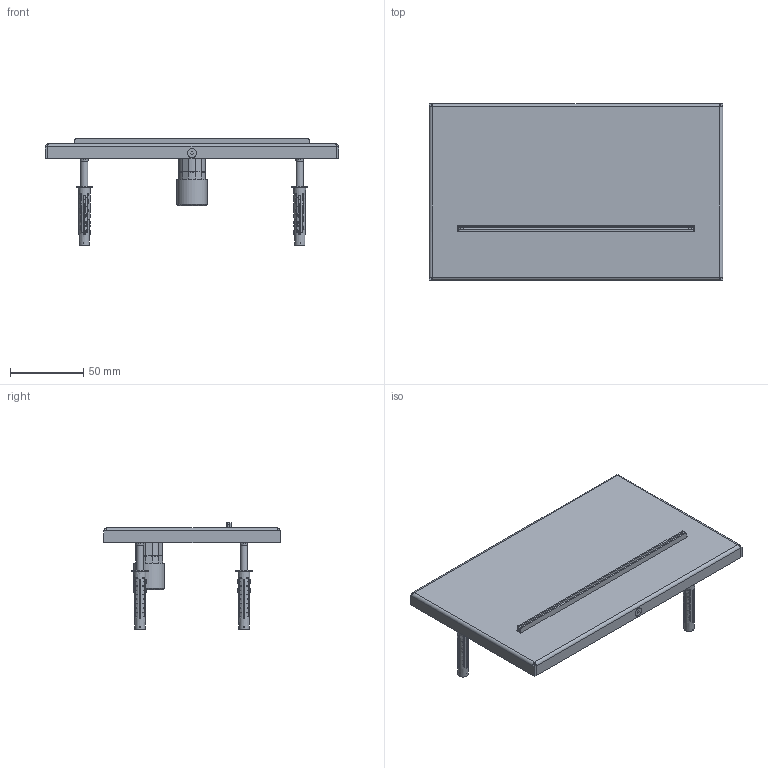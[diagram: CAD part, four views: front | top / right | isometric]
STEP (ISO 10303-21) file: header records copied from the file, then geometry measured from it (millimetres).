
FILE_DESCRIPTION(('STEP AP214'),'1');
FILE_NAME('Art.50002.stp','2023-06-12T05:51:16',(' '),(' '),'Spatial InterOp 3D',' ',' ');
FILE_SCHEMA(('AUTOMOTIVE_DESIGN { 1 0 10303 214 1 1 1 1 }'));
Length unit declared in the file: millimetre
Products named in the file (52): S.01018; S.00208; S.00209; ASSEM1; Art.50002; T.RA086; S.00182; S.00311; 23492; 23335; 23334; T.RA023; 23333; 23332; 23616ST; 23618; 23616; S.00192; S.00191; 23617
Assembly tree (54 placements, depth 4):
  Art.50002
    S.01018  x2
      S.00208
      S.00209
        ASSEM1
        (unnamed)
        S.00209
    T.RA086
      ASSEM1
      T.RA086
    S.00182  x2
    S.00311  x2
      ASSEM1
      (unnamed)
      (unnamed)
      (unnamed)
      (unnamed)
      (unnamed)
      (unnamed)
      (unnamed)
      (unnamed)
      (unnamed)
      (unnamed)
      (unnamed)
      S.00311
    23335
      23492
        ASSEM1
        23492
      23334
        ASSEM1
        23334
      T.RA023
        ASSEM1
        T.RA023
      23333
      23332
        ASSEM1
        (unnamed)
        23332
    23616ST
      23618
      23616
    S.00192
      ASSEM1
      (unnamed)
      (unnamed)
      S.00192
    S.00191
      ASSEM1
      S.00191
    23617
Bounding box: 200 x 120 x 72.5 mm (x, y, z)
Volume: 101679.3 mm3; surface area: 170808.6 mm2
Topology: 19 solids, 19 shells, 1361 faces, 3865 edges, 2548 vertices
Faces by surface type: plane 720, cylinder 530, cone 79, bspline 16, sphere 12, torus 4
Full cylindrical faces by diameter (mm): 0.4 x2, 2.5 x3, 2.8 x1, 3 x3, 4 x1, 4.3 x2, 4.9 x1, 5 x2, 5.3 x2, 6 x2, 6.2 x4, 9 x1, 9.2 x2, 10.8 x3, 11 x2, 12.9 x1, 13.1 x1, 14 x1, 14.8 x4, 15 x1, 16.4 x1, 20.955 x1, 26.955 x1
Entity records: 44812 total; most frequent: CARTESIAN_POINT 7022, DIRECTION 5780, ORIENTED_EDGE 5586, EDGE_CURVE 2793, AXIS2_PLACEMENT_3D 2025, VERTEX_POINT 1868, LINE 1730, VECTOR 1730
